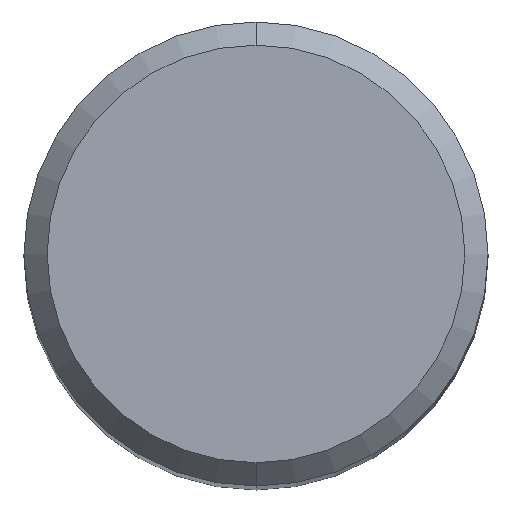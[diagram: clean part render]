
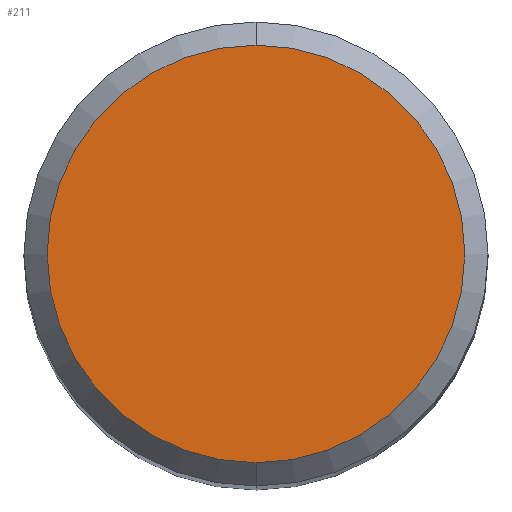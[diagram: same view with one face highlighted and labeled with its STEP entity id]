
A CAD part, top view. The second image highlights one B-rep face of the part: STEP entity #211.
In plain terms, the highlighted planar face has unit normal (0, 0, 1).
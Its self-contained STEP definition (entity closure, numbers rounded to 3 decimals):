
#185=EDGE_CURVE('',#459,#349,#493,.T.);
#211=ADVANCED_FACE('',(#521),#522,.T.);
#251=EDGE_CURVE('',#349,#459,#567,.T.);
#349=VERTEX_POINT('',#673);
#459=VERTEX_POINT('',#794);
#493=CIRCLE('',#839,3.6);
#521=FACE_OUTER_BOUND('',#931,.T.);
#522=PLANE('',#932);
#567=CIRCLE('',#990,3.6);
#673=CARTESIAN_POINT('',(0.,-3.6,0.0));
#794=CARTESIAN_POINT('',(0.0,3.6,0.0));
#839=AXIS2_PLACEMENT_3D('',#1470,#1471,#1472);
#931=EDGE_LOOP('',(#1504,#1505));
#932=AXIS2_PLACEMENT_3D('',#1506,#1507,#1508);
#990=AXIS2_PLACEMENT_3D('',#1562,#1563,#1564);
#1470=CARTESIAN_POINT('',(0.0,0.0,0.0));
#1471=DIRECTION('',(0.0,0.0,-1.0));
#1472=DIRECTION('',(0.0,1.0,0.0));
#1504=ORIENTED_EDGE('',*,*,#185,.F.);
#1505=ORIENTED_EDGE('',*,*,#251,.F.);
#1506=CARTESIAN_POINT('',(0.0,1.8,0.0));
#1507=DIRECTION('',(-0.0,0.0,1.0));
#1508=DIRECTION('',(0.0,-1.0,0.0));
#1562=CARTESIAN_POINT('',(0.0,0.0,0.0));
#1563=DIRECTION('',(0.0,0.0,-1.0));
#1564=DIRECTION('',(0.0,1.0,0.0));
